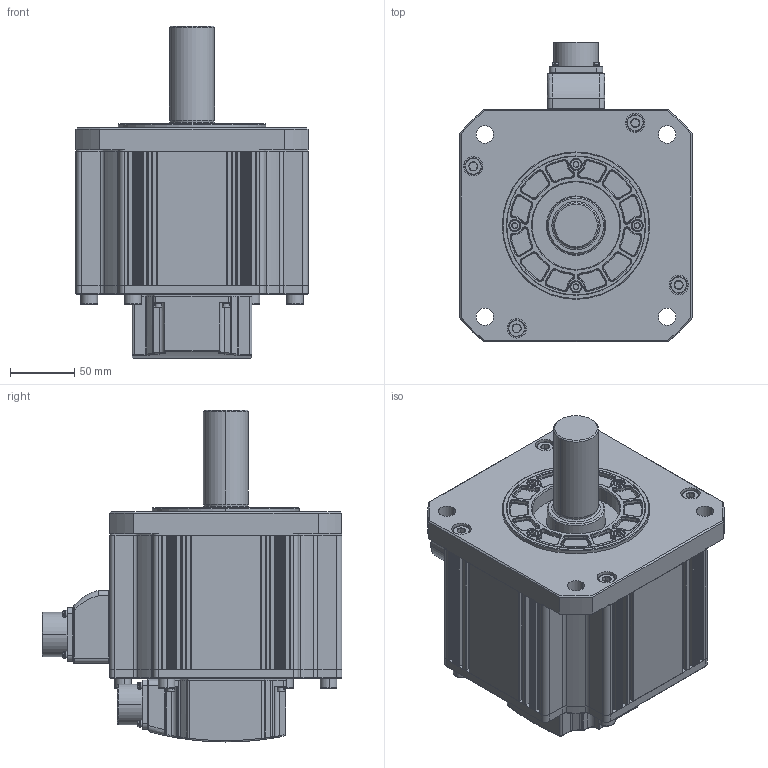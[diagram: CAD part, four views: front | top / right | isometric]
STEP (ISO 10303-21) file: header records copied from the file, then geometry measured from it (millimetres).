
FILE_DESCRIPTION (( 'STEP AP214' ), '1' );
FILE_NAME ('FM18GA002G01_Out Line(APM-FF30A_N,FF22D_N,FF20G_N,FF12M_N).STEP', '2018-12-05T06:03:07', ( '' ), ( '' ), 'SwSTEP 2.0', 'SolidWorks 2011', '' );
FILE_SCHEMA (( 'AUTOMOTIVE_DESIGN' ));
Length unit declared in the file: millimetre
Products named in the file (1): FM18GA002G01_Out Line(APM-FF30A_N,FF22D_N,FF20G_N,FF12M_N)
Bounding box: 180 x 232.5 x 257.5 mm (x, y, z)
Volume: 4175155.3 mm3; surface area: 445973.1 mm2
Topology: 56 solids, 56 shells, 2313 faces, 5778 edges, 3646 vertices
Faces by surface type: cylinder 856, plane 774, cone 267, torus 243, bspline 173
Entity records: 104637 total; most frequent: CARTESIAN_POINT 22957, DIRECTION 12011, ORIENTED_EDGE 11440, EDGE_CURVE 5720, AXIS2_PLACEMENT_3D 4664, VERTEX_POINT 3646, LINE 2683, VECTOR 2683
